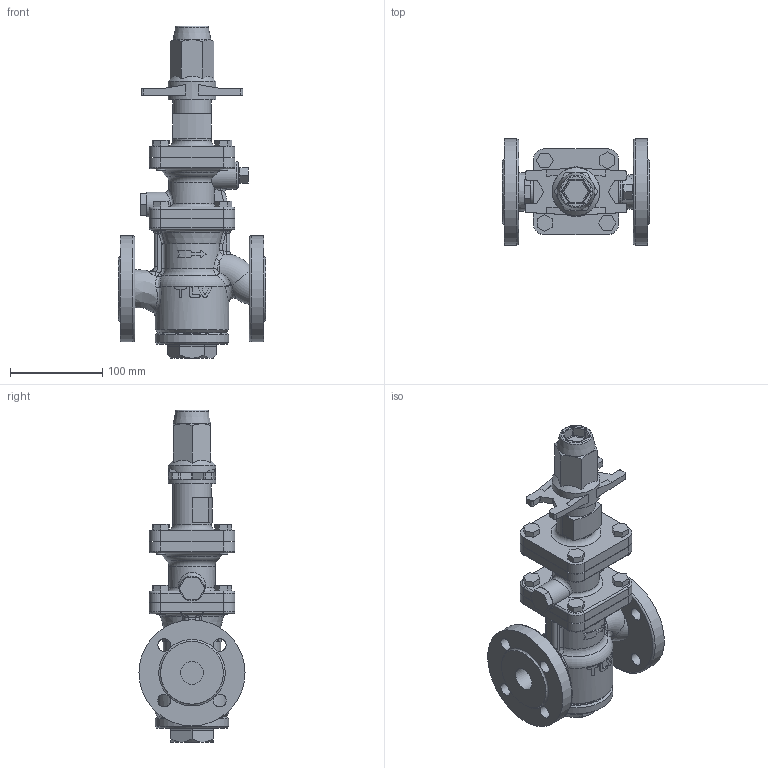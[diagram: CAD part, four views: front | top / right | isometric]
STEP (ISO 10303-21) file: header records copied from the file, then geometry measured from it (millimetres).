
FILE_DESCRIPTION(/* description */ (''),/* implementation_level */ '2;1');
FILE_NAME(/* name */ 'csr16-025-e0040-00.stp',/* time_stamp */ '2018-02-07T15:17:11+09:00',/* author */ ('nakaot'),/* organization */ (''),/* preprocessor_version */ 'ST-DEVELOPER v15.6',/* originating_system */ 'Autodesk Inventor 2015',/* authorisation */ '');
FILE_SCHEMA (('CONFIG_CONTROL_DESIGN'));
Length unit declared in the file: millimetre
Products named in the file (1): csr16-025-e0040-00
Bounding box: 160 x 115 x 360 mm (x, y, z)
Volume: 1689631.5 mm3; surface area: 209566.4 mm2
Topology: 1 solids, 1 shells, 557 faces, 1407 edges, 871 vertices
Faces by surface type: plane 233, cylinder 164, bspline 83, torus 47, cone 20, sphere 10
Full cylindrical faces by diameter (mm): 10 x16, 12 x8, 14 x8, 25 x2, 27 x1, 30 x1, 42 x1, 52 x1, 60 x2, 70 x1, 80 x2, 115 x2
Entity records: 33173 total; most frequent: CARTESIAN_POINT 20736, ORIENTED_EDGE 2612, DIRECTION 2403, EDGE_CURVE 1306, AXIS2_PLACEMENT_3D 923, VERTEX_POINT 846, EDGE_LOOP 686, LINE 557
